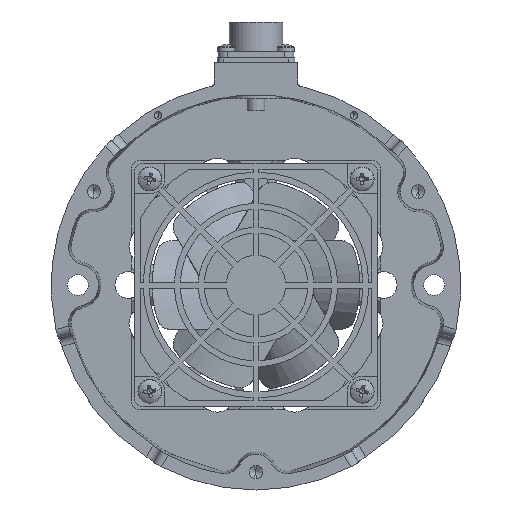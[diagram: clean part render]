
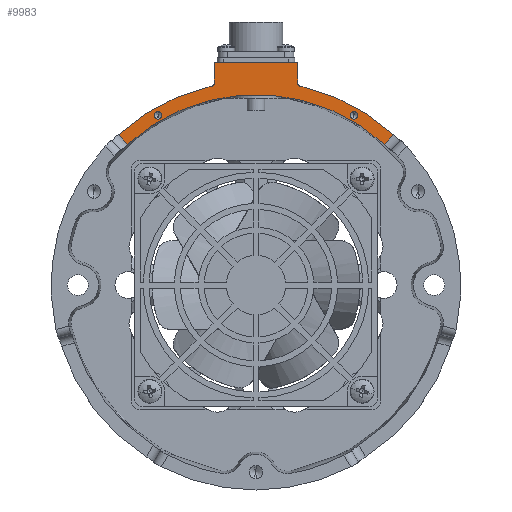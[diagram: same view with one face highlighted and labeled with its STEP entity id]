
A CAD part, front view. The second image highlights one B-rep face of the part: STEP entity #9983.
In plain terms, the highlighted planar face has unit normal (0, -1, 0).
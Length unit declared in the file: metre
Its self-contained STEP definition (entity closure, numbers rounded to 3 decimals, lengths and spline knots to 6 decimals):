
#101 = CARTESIAN_POINT ( 'NONE',  ( 0.033, 0.02, 0.057158 ) ) ;
#174 = VECTOR ( 'NONE', #17074, 1. ) ;
#721 = VERTEX_POINT ( 'NONE', #3714 ) ;
#990 = CIRCLE ( 'NONE', #6215, 0.068651 ) ;
#1099 = AXIS2_PLACEMENT_3D ( 'NONE', #4575, #19922, #6774 ) ;
#1672 = CARTESIAN_POINT ( 'NONE',  ( 0.014, 0.02, -500. ) ) ;
#1719 = AXIS2_PLACEMENT_3D ( 'NONE', #1881, #17266, #4047 ) ;
#1842 = VERTEX_POINT ( 'NONE', #10542 ) ;
#1860 = ORIENTED_EDGE ( 'NONE', *, *, #4488, .T. ) ;
#1881 = CARTESIAN_POINT ( 'NONE',  ( 0.033, 0.02, 0.057158 ) ) ;
#1970 = EDGE_CURVE ( 'NONE', #10359, #20636, #19573, .T. ) ;
#2054 = AXIS2_PLACEMENT_3D ( 'NONE', #21274, #8187, #23379 ) ;
#2299 = DIRECTION ( 'NONE',  ( 0., 0., -1. ) ) ;
#2373 = CARTESIAN_POINT ( 'NONE',  ( -0.014363, 0.02, 0.067213 ) ) ;
#2402 = AXIS2_PLACEMENT_3D ( 'NONE', #101, #15500, #2299 ) ;
#2411 = VERTEX_POINT ( 'NONE', #21411 ) ;
#2666 = AXIS2_PLACEMENT_3D ( 'NONE', #8269, #17195, #3976 ) ;
#2945 = DIRECTION ( 'NONE',  ( 0., -1., 0. ) ) ;
#3069 = CARTESIAN_POINT ( 'NONE',  ( 0.014785, 0.02, 0.06704 ) ) ;
#3171 = ORIENTED_EDGE ( 'NONE', *, *, #5172, .T. ) ;
#3571 = CIRCLE ( 'NONE', #3677, 0.068651 ) ;
#3677 = AXIS2_PLACEMENT_3D ( 'NONE', #18847, #5672, #20972 ) ;
#3714 = CARTESIAN_POINT ( 'NONE',  ( 0.046376, 0.02, 0.050618 ) ) ;
#3976 = DIRECTION ( 'NONE',  ( 0., 0., -1. ) ) ;
#4047 = DIRECTION ( 'NONE',  ( 0., 0., -1. ) ) ;
#4276 = ORIENTED_EDGE ( 'NONE', *, *, #23081, .F. ) ;
#4488 = EDGE_CURVE ( 'NONE', #12225, #19122, #19682, .T. ) ;
#4539 = CARTESIAN_POINT ( 'NONE',  ( -0.014785, 0.02, 0.06704 ) ) ;
#4575 = CARTESIAN_POINT ( 'NONE',  ( 0., 0.02, 0. ) ) ;
#5137 = CARTESIAN_POINT ( 'NONE',  ( 0.014, 0.02, 0.075 ) ) ;
#5172 = EDGE_CURVE ( 'NONE', #11840, #721, #27251, .T. ) ;
#5433 = CARTESIAN_POINT ( 'NONE',  ( 0.033, 0.02, 0.058408 ) ) ;
#5524 = CARTESIAN_POINT ( 'NONE',  ( 0., 0.02, 0.075 ) ) ;
#5665 = CARTESIAN_POINT ( 'NONE',  ( 0.002121, 0.02, 0.002121 ) ) ;
#5672 = DIRECTION ( 'NONE',  ( 0., -1., 0. ) ) ;
#5942 = CARTESIAN_POINT ( 'NONE',  ( 0., 0.02, 0. ) ) ;
#6051 = LINE ( 'NONE', #19235, #17130 ) ;
#6199 = VERTEX_POINT ( 'NONE', #18013 ) ;
#6215 = AXIS2_PLACEMENT_3D ( 'NONE', #5942, #21215, #8129 ) ;
#6638 = LINE ( 'NONE', #1672, #174 ) ;
#6774 = DIRECTION ( 'NONE',  ( 0., 0., -1. ) ) ;
#6858 = CIRCLE ( 'NONE', #2402, 0.00125 ) ;
#7238 = FACE_OUTER_BOUND ( 'NONE', #18266, .T. ) ;
#7497 = EDGE_LOOP ( 'NONE', ( #23509, #9408 ) ) ;
#7503 = CARTESIAN_POINT ( 'NONE',  ( 0.014, 0.02, 0.068017 ) ) ;
#7740 = DIRECTION ( 'NONE',  ( 1., 0., 0. ) ) ;
#8129 = DIRECTION ( 'NONE',  ( 0., 0., -1. ) ) ;
#8187 = DIRECTION ( 'NONE',  ( 0., -1., 0. ) ) ;
#8269 = CARTESIAN_POINT ( 'NONE',  ( 0., 0.02, 0. ) ) ;
#8515 = VERTEX_POINT ( 'NONE', #11881 ) ;
#8612 = EDGE_CURVE ( 'NONE', #721, #10359, #3571, .T. ) ;
#8769 = EDGE_CURVE ( 'NONE', #18977, #20636, #6638, .T. ) ;
#9016 = ORIENTED_EDGE ( 'NONE', *, *, #8612, .T. ) ;
#9408 = ORIENTED_EDGE ( 'NONE', *, *, #20836, .F. ) ;
#9488 = EDGE_CURVE ( 'NONE', #19122, #11840, #14590, .T. ) ;
#9582 = DIRECTION ( 'NONE',  ( 0.707, 0., 0.707 ) ) ;
#9983 = ADVANCED_FACE ( 'NONE', ( #23877, #18270, #7238 ), #25611, .T. ) ;
#10155 = EDGE_CURVE ( 'NONE', #1842, #26969, #15644, .T. ) ;
#10359 = VERTEX_POINT ( 'NONE', #3069 ) ;
#10394 = DIRECTION ( 'NONE',  ( 0., 0., 1. ) ) ;
#10542 = CARTESIAN_POINT ( 'NONE',  ( -0.014, 0.02, 0.068017 ) ) ;
#10677 = EDGE_CURVE ( 'NONE', #19054, #26586, #6858, .T. ) ;
#10875 = CIRCLE ( 'NONE', #25100, 0.00125 ) ;
#10991 = ORIENTED_EDGE ( 'NONE', *, *, #10155, .T. ) ;
#11107 = CARTESIAN_POINT ( 'NONE',  ( -0.014, 0.02, 0.067789 ) ) ;
#11135 = CARTESIAN_POINT ( 'NONE',  ( -0.014785, 0.02, 0.06704 ) ) ;
#11656 = EDGE_CURVE ( 'NONE', #26969, #12225, #990, .T. ) ;
#11709 = LINE ( 'NONE', #5524, #12420 ) ;
#11840 = VERTEX_POINT ( 'NONE', #26490 ) ;
#11881 = CARTESIAN_POINT ( 'NONE',  ( -0.033, 0.02, 0.058408 ) ) ;
#12114 = EDGE_CURVE ( 'NONE', #2411, #8515, #26776, .T. ) ;
#12225 = VERTEX_POINT ( 'NONE', #12983 ) ;
#12361 = DIRECTION ( 'NONE',  ( 0.707, 0., -0.707 ) ) ;
#12420 = VECTOR ( 'NONE', #7740, 1. ) ;
#12983 = CARTESIAN_POINT ( 'NONE',  ( -0.046376, 0.02, 0.050618 ) ) ;
#13632 = ORIENTED_EDGE ( 'NONE', *, *, #12114, .F. ) ;
#13940 = VECTOR ( 'NONE', #12361, 1. ) ;
#14497 = EDGE_CURVE ( 'NONE', #1842, #6199, #6051, .T. ) ;
#14553 = ORIENTED_EDGE ( 'NONE', *, *, #11656, .T. ) ;
#14590 = CIRCLE ( 'NONE', #1099, 0.064151 ) ;
#15413 = EDGE_LOOP ( 'NONE', ( #13632, #4276 ) ) ;
#15500 = DIRECTION ( 'NONE',  ( 0., -1., 0. ) ) ;
#15580 = CARTESIAN_POINT ( 'NONE',  ( -0.014078, 0.02, 0.067568 ) ) ;
#15644 = B_SPLINE_CURVE_WITH_KNOTS ( 'NONE', 3,
 ( #26174, #11107, #15580, #2373, #17749, #4539 ),
 .UNSPECIFIED., .F., .F.,
 ( 4, 2, 4 ),
 ( 0., 0.000674, 0.001348 ),
 .UNSPECIFIED. ) ;
#16092 = CARTESIAN_POINT ( 'NONE',  ( -0.002121, 0.02, 0.002121 ) ) ;
#16169 = CARTESIAN_POINT ( 'NONE',  ( -0.033, 0.02, 0.057158 ) ) ;
#16852 = CARTESIAN_POINT ( 'NONE',  ( -0.043191, 0.02, 0.047433 ) ) ;
#16949 = ORIENTED_EDGE ( 'NONE', *, *, #8769, .F. ) ;
#17074 = DIRECTION ( 'NONE',  ( 0., 0., -1. ) ) ;
#17130 = VECTOR ( 'NONE', #10394, 1. ) ;
#17195 = DIRECTION ( 'NONE',  ( 0., -1., 0. ) ) ;
#17266 = DIRECTION ( 'NONE',  ( 0., -1., 0. ) ) ;
#17671 = EDGE_CURVE ( 'NONE', #6199, #18977, #11709, .T. ) ;
#17749 = CARTESIAN_POINT ( 'NONE',  ( -0.014562, 0.02, 0.067089 ) ) ;
#18013 = CARTESIAN_POINT ( 'NONE',  ( -0.014, 0.02, 0.075 ) ) ;
#18266 = EDGE_LOOP ( 'NONE', ( #26936, #3171, #9016, #19871, #16949, #22506, #26309, #10991, #14553, #1860 ) ) ;
#18270 = FACE_BOUND ( 'NONE', #7497, .T. ) ;
#18330 = DIRECTION ( 'NONE',  ( 0., 0., -1. ) ) ;
#18726 = CIRCLE ( 'NONE', #1719, 0.00125 ) ;
#18847 = CARTESIAN_POINT ( 'NONE',  ( 0., 0.02, 0. ) ) ;
#18977 = VERTEX_POINT ( 'NONE', #5137 ) ;
#19054 = VERTEX_POINT ( 'NONE', #24975 ) ;
#19122 = VERTEX_POINT ( 'NONE', #16852 ) ;
#19235 = CARTESIAN_POINT ( 'NONE',  ( -0.014, 0.02, -500. ) ) ;
#19573 = B_SPLINE_CURVE_WITH_KNOTS ( 'NONE', 3,
 ( #27579, #27954, #23748, #23574, #21646, #21277 ),
 .UNSPECIFIED., .F., .F.,
 ( 4, 2, 4 ),
 ( 0., 0.000674, 0.001348 ),
 .UNSPECIFIED. ) ;
#19682 = LINE ( 'NONE', #5665, #13940 ) ;
#19871 = ORIENTED_EDGE ( 'NONE', *, *, #1970, .T. ) ;
#19922 = DIRECTION ( 'NONE',  ( 0., 1., 0. ) ) ;
#20636 = VERTEX_POINT ( 'NONE', #7503 ) ;
#20836 = EDGE_CURVE ( 'NONE', #26586, #19054, #18726, .T. ) ;
#20972 = DIRECTION ( 'NONE',  ( 0., 0., -1. ) ) ;
#21215 = DIRECTION ( 'NONE',  ( 0., -1., 0. ) ) ;
#21274 = CARTESIAN_POINT ( 'NONE',  ( -0.033, 0.02, 0.057158 ) ) ;
#21277 = CARTESIAN_POINT ( 'NONE',  ( 0.014, 0.02, 0.068017 ) ) ;
#21411 = CARTESIAN_POINT ( 'NONE',  ( -0.033, 0.02, 0.055908 ) ) ;
#21608 = VECTOR ( 'NONE', #9582, 1. ) ;
#21646 = CARTESIAN_POINT ( 'NONE',  ( 0.014, 0.02, 0.067789 ) ) ;
#22506 = ORIENTED_EDGE ( 'NONE', *, *, #17671, .F. ) ;
#23081 = EDGE_CURVE ( 'NONE', #8515, #2411, #10875, .T. ) ;
#23379 = DIRECTION ( 'NONE',  ( 0., 0., -1. ) ) ;
#23509 = ORIENTED_EDGE ( 'NONE', *, *, #10677, .F. ) ;
#23574 = CARTESIAN_POINT ( 'NONE',  ( 0.014078, 0.02, 0.067568 ) ) ;
#23748 = CARTESIAN_POINT ( 'NONE',  ( 0.014363, 0.02, 0.067213 ) ) ;
#23877 = FACE_BOUND ( 'NONE', #15413, .T. ) ;
#24975 = CARTESIAN_POINT ( 'NONE',  ( 0.033, 0.02, 0.055908 ) ) ;
#25100 = AXIS2_PLACEMENT_3D ( 'NONE', #16169, #2945, #18330 ) ;
#25611 = PLANE ( 'NONE',  #2666 ) ;
#26174 = CARTESIAN_POINT ( 'NONE',  ( -0.014, 0.02, 0.068017 ) ) ;
#26309 = ORIENTED_EDGE ( 'NONE', *, *, #14497, .F. ) ;
#26490 = CARTESIAN_POINT ( 'NONE',  ( 0.043191, 0.02, 0.047433 ) ) ;
#26586 = VERTEX_POINT ( 'NONE', #5433 ) ;
#26776 = CIRCLE ( 'NONE', #2054, 0.00125 ) ;
#26936 = ORIENTED_EDGE ( 'NONE', *, *, #9488, .T. ) ;
#26969 = VERTEX_POINT ( 'NONE', #11135 ) ;
#27251 = LINE ( 'NONE', #16092, #21608 ) ;
#27579 = CARTESIAN_POINT ( 'NONE',  ( 0.014785, 0.02, 0.06704 ) ) ;
#27954 = CARTESIAN_POINT ( 'NONE',  ( 0.014562, 0.02, 0.067089 ) ) ;
